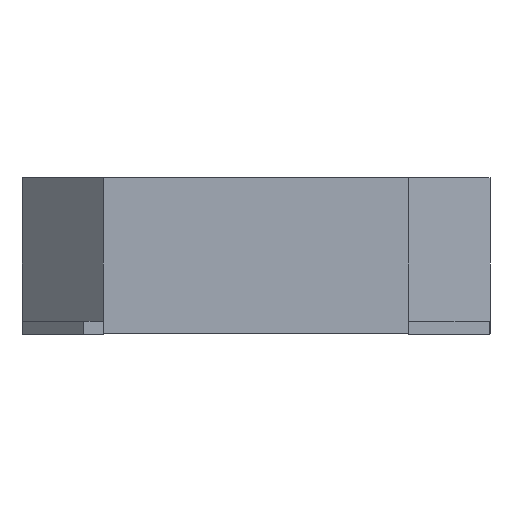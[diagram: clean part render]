
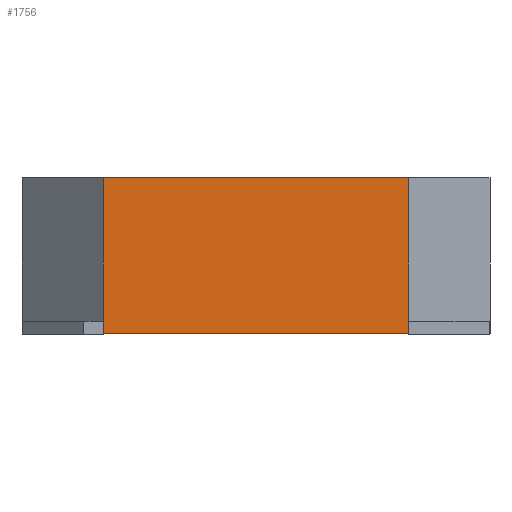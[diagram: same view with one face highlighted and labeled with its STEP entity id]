
A CAD part, left-side view. The second image highlights one B-rep face of the part: STEP entity #1756.
In plain terms, the highlighted planar face has unit normal (-1, 0, 0).
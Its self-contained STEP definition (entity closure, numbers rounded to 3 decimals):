
#136 = CARTESIAN_POINT ( 'NONE',  ( -3.75, 2.45, 0.2 ) ) ;
#155 = VERTEX_POINT ( 'NONE', #587 ) ;
#205 = ORIENTED_EDGE ( 'NONE', *, *, #1251, .T. ) ;
#235 = FACE_OUTER_BOUND ( 'NONE', #1885, .T. ) ;
#256 = CARTESIAN_POINT ( 'NONE',  ( -3.75, -2.45, 2.5 ) ) ;
#262 = EDGE_CURVE ( 'NONE', #915, #1357, #614, .T. ) ;
#269 = EDGE_CURVE ( 'NONE', #801, #2266, #2088, .T. ) ;
#352 = CARTESIAN_POINT ( 'NONE',  ( -3.75, -2.45, 0.2 ) ) ;
#377 = ORIENTED_EDGE ( 'NONE', *, *, #1437, .F. ) ;
#546 = VECTOR ( 'NONE', #2318, 1000. ) ;
#558 = EDGE_CURVE ( 'NONE', #915, #644, #1657, .T. ) ;
#575 = DIRECTION ( 'NONE',  ( 0., 0., 1. ) ) ;
#587 = CARTESIAN_POINT ( 'NONE',  ( -3.75, 2.45, 0. ) ) ;
#606 = EDGE_CURVE ( 'NONE', #2266, #1357, #1018, .T. ) ;
#614 = LINE ( 'NONE', #352, #2775 ) ;
#644 = VERTEX_POINT ( 'NONE', #1189 ) ;
#656 = LINE ( 'NONE', #2398, #1149 ) ;
#736 = PLANE ( 'NONE',  #846 ) ;
#801 = VERTEX_POINT ( 'NONE', #1126 ) ;
#846 = AXIS2_PLACEMENT_3D ( 'NONE', #1441, #2057, #2277 ) ;
#915 = VERTEX_POINT ( 'NONE', #2491 ) ;
#952 = ORIENTED_EDGE ( 'NONE', *, *, #558, .F. ) ;
#1018 = LINE ( 'NONE', #1398, #2138 ) ;
#1126 = CARTESIAN_POINT ( 'NONE',  ( -3.75, 2.45, 0.2 ) ) ;
#1149 = VECTOR ( 'NONE', #1582, 1000. ) ;
#1179 = ORIENTED_EDGE ( 'NONE', *, *, #262, .T. ) ;
#1189 = CARTESIAN_POINT ( 'NONE',  ( -3.75, -2.45, 0. ) ) ;
#1240 = VECTOR ( 'NONE', #2740, 1000. ) ;
#1251 = EDGE_CURVE ( 'NONE', #155, #644, #656, .T. ) ;
#1284 = ORIENTED_EDGE ( 'NONE', *, *, #269, .F. ) ;
#1337 = VECTOR ( 'NONE', #2466, 1000. ) ;
#1357 = VERTEX_POINT ( 'NONE', #256 ) ;
#1398 = CARTESIAN_POINT ( 'NONE',  ( -3.75, -3.75, 2.5 ) ) ;
#1413 = CARTESIAN_POINT ( 'NONE',  ( -3.75, 2.45, 0.2 ) ) ;
#1437 = EDGE_CURVE ( 'NONE', #155, #801, #2716, .T. ) ;
#1441 = CARTESIAN_POINT ( 'NONE',  ( -3.75, -3.75, 2.5 ) ) ;
#1582 = DIRECTION ( 'NONE',  ( 0., -1., 0. ) ) ;
#1657 = LINE ( 'NONE', #1667, #546 ) ;
#1667 = CARTESIAN_POINT ( 'NONE',  ( -3.75, -2.45, 0.2 ) ) ;
#1756 = ADVANCED_FACE ( 'NONE', ( #235 ), #736, .F. ) ;
#1885 = EDGE_LOOP ( 'NONE', ( #205, #952, #1179, #2125, #1284, #377 ) ) ;
#2057 = DIRECTION ( 'NONE',  ( 1., 0., 0. ) ) ;
#2088 = LINE ( 'NONE', #136, #1240 ) ;
#2125 = ORIENTED_EDGE ( 'NONE', *, *, #606, .F. ) ;
#2138 = VECTOR ( 'NONE', #2508, 1000. ) ;
#2266 = VERTEX_POINT ( 'NONE', #2668 ) ;
#2277 = DIRECTION ( 'NONE',  ( 0., 0., -1. ) ) ;
#2318 = DIRECTION ( 'NONE',  ( 0., 0., -1. ) ) ;
#2398 = CARTESIAN_POINT ( 'NONE',  ( -3.75, -3.75, 0. ) ) ;
#2466 = DIRECTION ( 'NONE',  ( 0., 0., 1. ) ) ;
#2491 = CARTESIAN_POINT ( 'NONE',  ( -3.75, -2.45, 0.2 ) ) ;
#2508 = DIRECTION ( 'NONE',  ( 0., -1., 0. ) ) ;
#2668 = CARTESIAN_POINT ( 'NONE',  ( -3.75, 2.45, 2.5 ) ) ;
#2716 = LINE ( 'NONE', #1413, #1337 ) ;
#2740 = DIRECTION ( 'NONE',  ( 0., 0., 1. ) ) ;
#2775 = VECTOR ( 'NONE', #575, 1000. ) ;
